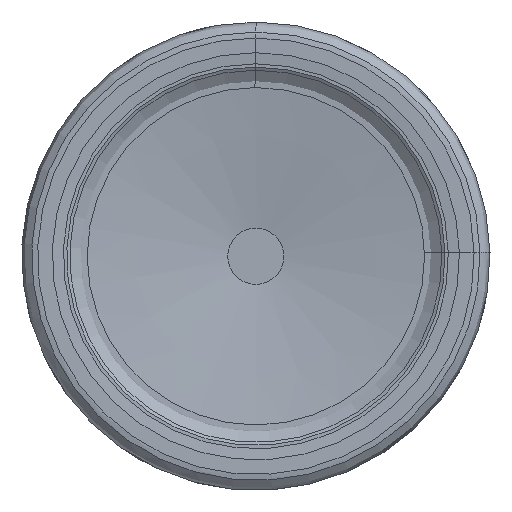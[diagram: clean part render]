
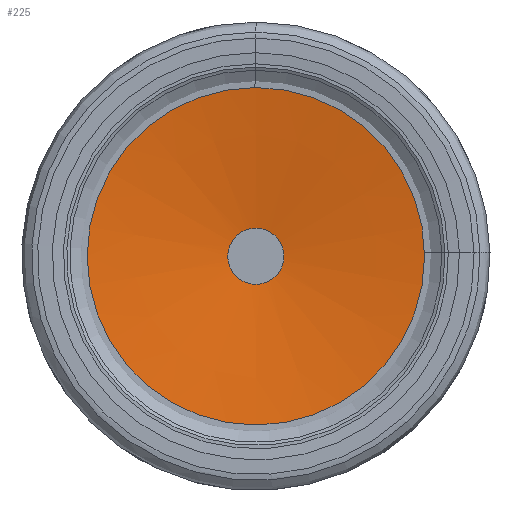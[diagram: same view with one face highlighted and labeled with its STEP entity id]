
A CAD part, left-side view. The second image highlights one B-rep face of the part: STEP entity #225.
In plain terms, the highlighted conical face has half-angle 82 degrees and reference radius 9.006 mm.
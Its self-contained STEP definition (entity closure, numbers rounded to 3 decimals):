
#48=CONICAL_SURFACE('',#1042,9.006,82.);
#92=FACE_BOUND('',#412,.T.);
#93=FACE_BOUND('',#413,.T.);
#225=ADVANCED_FACE('',(#92,#93),#48,.F.);
#412=EDGE_LOOP('',(#715));
#413=EDGE_LOOP('',(#716));
#462=CIRCLE('',#1000,9.006);
#482=CIRCLE('',#1040,1.5);
#715=ORIENTED_EDGE('',*,*,#902,.F.);
#716=ORIENTED_EDGE('',*,*,#882,.T.);
#765=VERTEX_POINT('',#2393);
#785=VERTEX_POINT('',#2453);
#882=EDGE_CURVE('',#765,#765,#462,.T.);
#902=EDGE_CURVE('',#785,#785,#482,.T.);
#1000=AXIS2_PLACEMENT_3D('',#2392,#1207,#1208);
#1040=AXIS2_PLACEMENT_3D('',#2452,#1287,#1288);
#1042=AXIS2_PLACEMENT_3D('',#2455,#1291,#1292);
#1207=DIRECTION('',(-1.,0.,0.));
#1208=DIRECTION('',(0.,0.,1.));
#1287=DIRECTION('',(-1.,0.,0.));
#1288=DIRECTION('',(0.,0.,1.));
#1291=DIRECTION('',(-1.,0.,0.));
#1292=DIRECTION('',(0.,0.,1.));
#2392=CARTESIAN_POINT('',(0.569,0.,0.));
#2393=CARTESIAN_POINT('',(0.569,0.,9.006));
#2452=CARTESIAN_POINT('',(1.624,0.,0.));
#2453=CARTESIAN_POINT('',(1.624,0.,1.5));
#2455=CARTESIAN_POINT('',(0.569,0.,0.));
